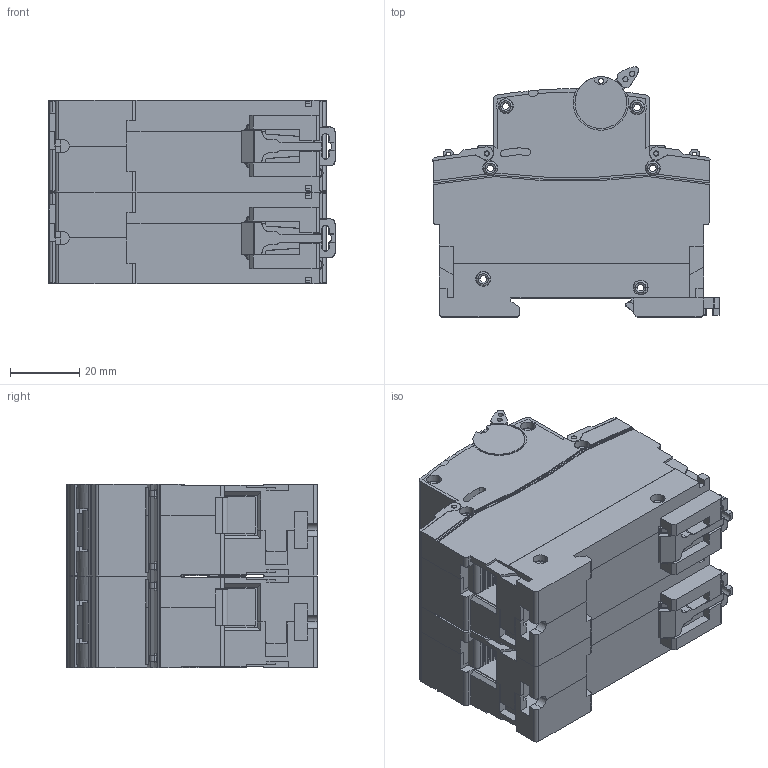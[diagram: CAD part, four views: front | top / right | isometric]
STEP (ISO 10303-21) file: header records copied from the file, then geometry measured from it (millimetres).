
FILE_DESCRIPTION (( 'STEP AP203' ), '1' );
FILE_NAME ('Àâòîìàòè÷åñêèé âûêëþ÷àòåëü ÂÀ 47-100 2P 20A (C) 10kA EKF Proxima (mcb47100-2-20C-pro).STEP', '2024-08-02T09:00:11', ( '' ), ( '' ), 'SwSTEP 2.0', 'SolidWorks 2021', '' );
FILE_SCHEMA (( 'CONFIG_CONTROL_DESIGN' ));
Products named in the file (1): Àâòîìàòè÷åñêèé âûêëþ÷àòåëü ÂÀ 47-100 2P 20A (C) 10kA EKF Proxima (mcb47100-2-20C-pro)
Bounding box: 82.86 x 72.36 x 53.2 mm (x, y, z)
Volume: 218558.7 mm3; surface area: 62327.7 mm2
Topology: 35 solids, 35 shells, 3274 faces, 8440 edges, 5320 vertices
Faces by surface type: plane 1960, cylinder 846, torus 224, bspline 164, sphere 76, cone 4
Entity records: 103993 total; most frequent: CARTESIAN_POINT 24095, ORIENTED_EDGE 16796, DIRECTION 16306, EDGE_CURVE 8398, VECTOR 5836, LINE 5836, VERTEX_POINT 5316, AXIS2_PLACEMENT_3D 5235
